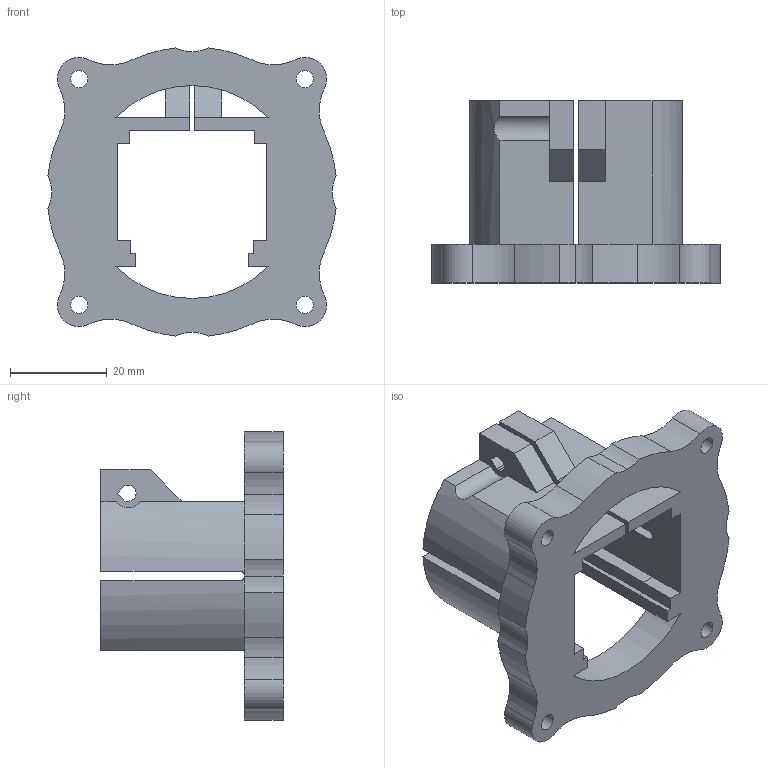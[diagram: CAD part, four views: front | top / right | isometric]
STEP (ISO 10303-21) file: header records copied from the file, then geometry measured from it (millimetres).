
FILE_DESCRIPTION(('HOOPS Exchange Step'),'2;1');
FILE_NAME('temp_export','2024-05-07T15:04:48+09:00',('mobile'),('Shapr3D Limited'),'HOOPS Exchange 2024.2','Shapr3D','Authorized');
FILE_SCHEMA( ('AUTOMOTIVE_DESIGN { 1 0 10303 214 1 1 1 1 }') );
Length unit declared in the file: millimetre
Products named in the file (1): Prism-Holder_nomal
Bounding box: 59.59 x 37.7 x 59.59 mm (x, y, z)
Volume: 27718.4 mm3; surface area: 14909.1 mm2
Topology: 1 solids, 1 shells, 109 faces, 318 edges, 211 vertices
Faces by surface type: plane 60, cylinder 49
Full cylindrical faces by diameter (mm): 3.5 x4
Entity records: 3794 total; most frequent: CARTESIAN_POINT 762, ORIENTED_EDGE 636, DIRECTION 634, EDGE_CURVE 318, VECTOR 212, LINE 212, AXIS2_PLACEMENT_3D 211, VERTEX_POINT 211
